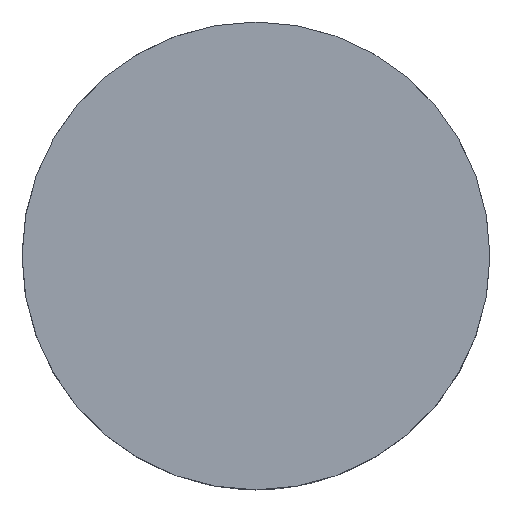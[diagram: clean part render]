
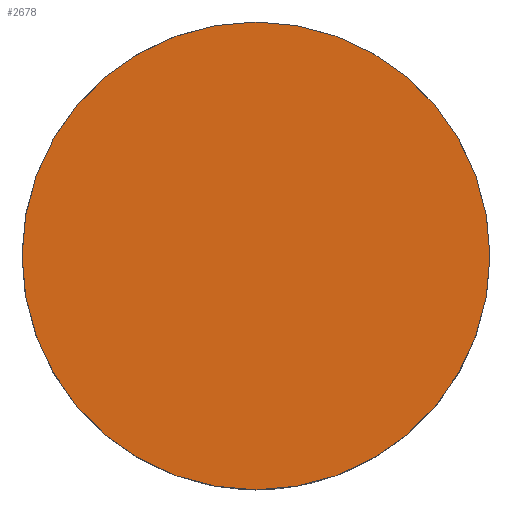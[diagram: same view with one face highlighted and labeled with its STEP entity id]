
A CAD part, top view. The second image highlights one B-rep face of the part: STEP entity #2678.
In plain terms, the highlighted planar face has unit normal (0, 0, 1).
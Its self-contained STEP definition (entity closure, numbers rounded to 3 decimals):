
#232=PLANE('',#2933);
#381=FACE_OUTER_BOUND('',#565,.T.);
#565=EDGE_LOOP('',(#2495));
#1124=CIRCLE('',#2911,72.5);
#1360=VERTEX_POINT('',#4666);
#1720=EDGE_CURVE('',#1360,#1360,#1124,.T.);
#2495=ORIENTED_EDGE('',*,*,#1720,.T.);
#2678=ADVANCED_FACE('',(#381),#232,.T.);
#2911=AXIS2_PLACEMENT_3D('',#4667,#3606,#3607);
#2933=AXIS2_PLACEMENT_3D('',#4722,#3670,#3671);
#3606=DIRECTION('center_axis',(0.,0.,1.));
#3607=DIRECTION('ref_axis',(-1.,0.,0.));
#3670=DIRECTION('center_axis',(0.,0.,1.));
#3671=DIRECTION('ref_axis',(-1.,0.,0.));
#4666=CARTESIAN_POINT('',(72.5,0.,28.));
#4667=CARTESIAN_POINT('Origin',(0.,0.,
28.));
#4722=CARTESIAN_POINT('Origin',(0.,0.,
28.));
